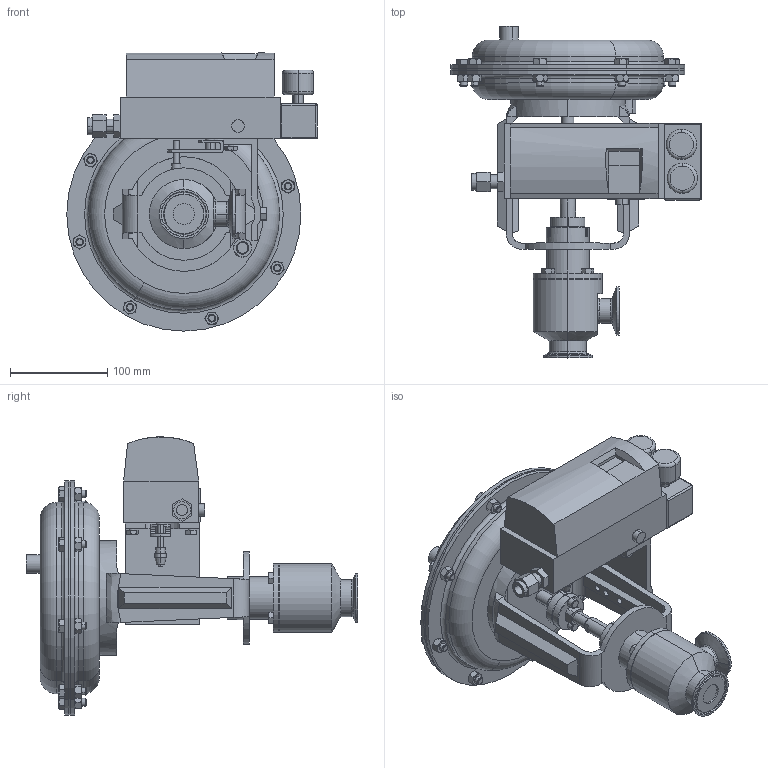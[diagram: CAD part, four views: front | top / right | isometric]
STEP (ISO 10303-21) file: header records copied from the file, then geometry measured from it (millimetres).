
FILE_DESCRIPTION (( 'STEP AP203' ), '1' );
FILE_NAME ('978ESP-100-JD-35M-16IQ.STEP', '2017-06-12T13:50:11', ( '' ), ( '' ), 'SwSTEP 2.0', 'SolidWorks 2014', '' );
FILE_SCHEMA (( 'CONFIG_CONTROL_DESIGN' ));
Length unit declared in the file: inch
Products named in the file (2): 978ESP-100-JD-35M-16IQ
Bounding box: 258.03 x 342.04 x 286.74 mm (x, y, z)
Volume: 4014923.6 mm3; surface area: 370657.7 mm2
Topology: 2 solids, 2 shells, 864 faces, 2007 edges, 1234 vertices
Faces by surface type: plane 379, cone 261, cylinder 190, torus 28, bspline 4, sphere 2
Entity records: 26232 total; most frequent: CARTESIAN_POINT 6762, ORIENTED_EDGE 4006, DIRECTION 4001, EDGE_CURVE 2003, AXIS2_PLACEMENT_3D 1571, VERTEX_POINT 1234, EDGE_LOOP 969, FACE_OUTER_BOUND 864
